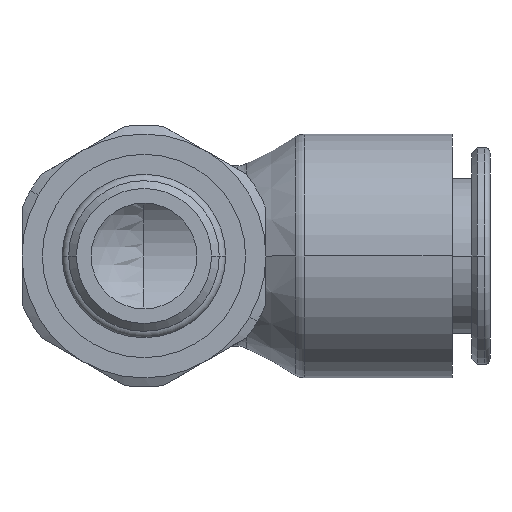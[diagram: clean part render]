
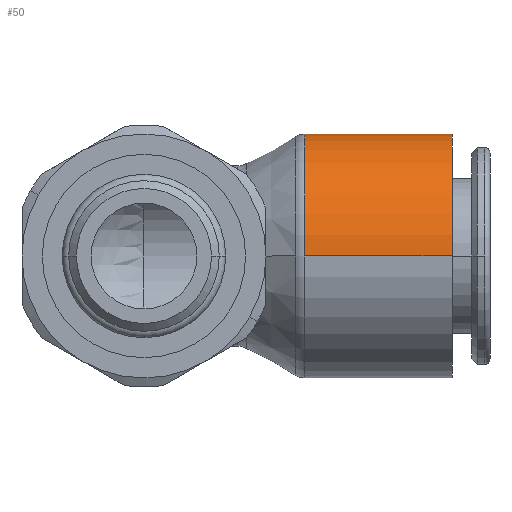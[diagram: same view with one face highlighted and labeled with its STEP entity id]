
A CAD part, front view. The second image highlights one B-rep face of the part: STEP entity #50.
In plain terms, the highlighted cylindrical face has radius 13.5 mm (diameter 27 mm), a partial arc.
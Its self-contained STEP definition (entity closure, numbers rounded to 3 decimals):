
#50=ADVANCED_FACE('',(#172),#173,.T.);
#172=FACE_OUTER_BOUND('',#418,.T.);
#173=CYLINDRICAL_SURFACE('',#419,13.5);
#418=EDGE_LOOP('',(#686,#687,#688,#689,#690));
#419=AXIS2_PLACEMENT_3D('',#691,#692,#693);
#686=ORIENTED_EDGE('',*,*,#1597,.F.);
#687=ORIENTED_EDGE('',*,*,#1598,.T.);
#688=ORIENTED_EDGE('',*,*,#1599,.T.);
#689=ORIENTED_EDGE('',*,*,#1600,.F.);
#690=ORIENTED_EDGE('',*,*,#1601,.F.);
#691=CARTESIAN_POINT('',(25.95,67.3,0.0));
#692=DIRECTION('',(1.0,0.0,0.0));
#693=DIRECTION('',(0.0,1.0,0.0));
#1597=EDGE_CURVE('',#1898,#1899,#1900,.T.);
#1598=EDGE_CURVE('',#1898,#1901,#1902,.T.);
#1599=EDGE_CURVE('',#1901,#1903,#1904,.T.);
#1600=EDGE_CURVE('',#1905,#1903,#1906,.T.);
#1601=EDGE_CURVE('',#1899,#1905,#1907,.T.);
#1898=VERTEX_POINT('',#2373);
#1899=VERTEX_POINT('',#2374);
#1900=LINE('',#2375,#2376);
#1901=VERTEX_POINT('',#2377);
#1902=CIRCLE('',#2378,13.5);
#1903=VERTEX_POINT('',#2379);
#1904=CIRCLE('',#2380,13.5);
#1905=VERTEX_POINT('',#2381);
#1906=LINE('',#2382,#2383);
#1907=CIRCLE('',#2384,13.5);
#2373=CARTESIAN_POINT('',(17.8,80.8,0.0));
#2374=CARTESIAN_POINT('',(34.1,80.8,0.0));
#2375=CARTESIAN_POINT('',(25.95,80.8,0.));
#2376=VECTOR('',#3429,1.0);
#2377=CARTESIAN_POINT('',(17.8,67.3,13.5));
#2378=AXIS2_PLACEMENT_3D('',#3430,#3431,#3432);
#2379=CARTESIAN_POINT('',(17.8,53.8,0.));
#2380=AXIS2_PLACEMENT_3D('',#3433,#3434,#3435);
#2381=CARTESIAN_POINT('',(34.1,53.8,0.));
#2382=CARTESIAN_POINT('',(25.95,53.8,0.));
#2383=VECTOR('',#3436,1.0);
#2384=AXIS2_PLACEMENT_3D('',#3437,#3438,#3439);
#3429=DIRECTION('',(1.0,0.0,0.0));
#3430=CARTESIAN_POINT('',(17.8,67.3,0.0));
#3431=DIRECTION('',(1.0,0.0,0.0));
#3432=DIRECTION('',(0.0,1.0,0.0));
#3433=CARTESIAN_POINT('',(17.8,67.3,0.0));
#3434=DIRECTION('',(1.0,0.0,0.0));
#3435=DIRECTION('',(0.0,1.0,0.0));
#3436=DIRECTION('',(-1.0,-0.0,-0.0));
#3437=CARTESIAN_POINT('',(34.1,67.3,0.0));
#3438=DIRECTION('',(1.0,0.0,0.0));
#3439=DIRECTION('',(0.0,1.0,0.0));
